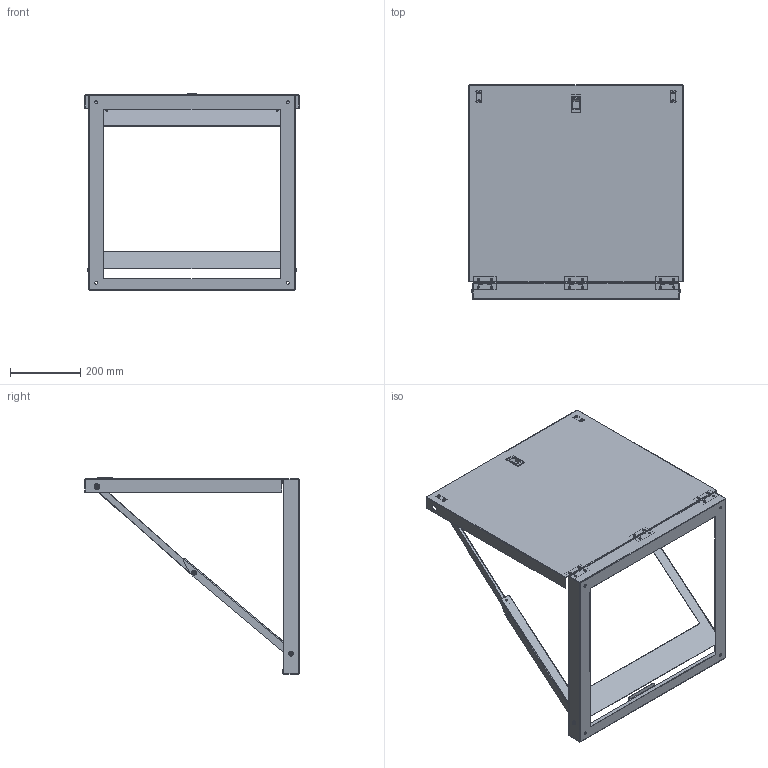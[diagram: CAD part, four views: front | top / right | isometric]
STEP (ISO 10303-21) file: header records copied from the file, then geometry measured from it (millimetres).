
FILE_DESCRIPTION (( 'STEP AP214' ), '1' );
FILE_NAME ('SCE-FS2424_09_SS.STEP', '2022-07-25T17:23:34', ( '' ), ( '' ), 'SwSTEP 2.0', 'SolidWorks 2022', '' );
FILE_SCHEMA (( 'AUTOMOTIVE_DESIGN' ));
Length unit declared in the file: inch
Products named in the file (1): SCE-FS2424_09_SS
Bounding box: 609.6 x 609.6 x 558.54 mm (x, y, z)
Volume: 1166413.2 mm3; surface area: 1547761.3 mm2
Topology: 66 solids, 66 shells, 2444 faces, 6322 edges, 4072 vertices
Faces by surface type: plane 1374, cylinder 500, torus 292, cone 207, sphere 38, bspline 33
Entity records: 83456 total; most frequent: CARTESIAN_POINT 22442, DIRECTION 12786, ORIENTED_EDGE 12618, EDGE_CURVE 6309, AXIS2_PLACEMENT_3D 5108, VERTEX_POINT 4072, CIRCLE 2696, EDGE_LOOP 2695
